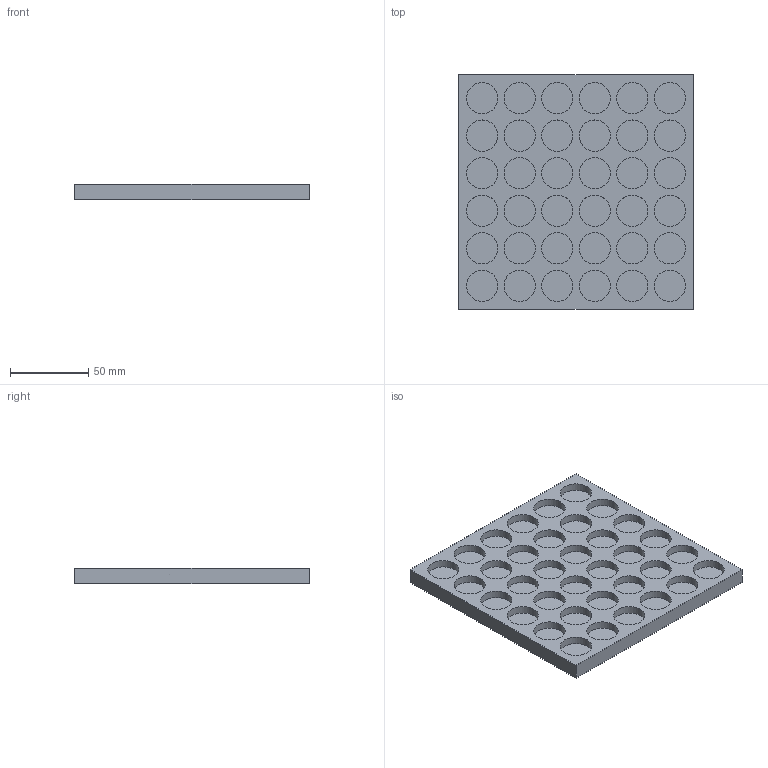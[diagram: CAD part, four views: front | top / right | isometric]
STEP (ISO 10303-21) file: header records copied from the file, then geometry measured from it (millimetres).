
FILE_DESCRIPTION(/* description */ (''),/* implementation_level */ '2;1');
FILE_NAME(/* name */ 'plate_6x6 v1.step',/* time_stamp */ '2021-11-22T16:31:02+00:00',/* author */ (''),/* organization */ (''),/* preprocessor_version */ 'ST-DEVELOPER v18.1',/* originating_system */ 'Autodesk Translation Framework v10.10.0.1391',/* authorisation */ '');
FILE_SCHEMA (('AUTOMOTIVE_DESIGN { 1 0 10303 214 3 1 1 }'));
Length unit declared in the file: millimetre
Products named in the file (1): plate_6x6
Bounding box: 150 x 150 x 10 mm (x, y, z)
Volume: 168451.3 mm3; surface area: 62309.7 mm2
Topology: 1 solids, 1 shells, 78 faces, 120 edges, 80 vertices
Faces by surface type: plane 42, cylinder 36
Full cylindrical faces by diameter (mm): 20 x36
Entity records: 1809 total; most frequent: DIRECTION 350, CARTESIAN_POINT 279, ORIENTED_EDGE 240, AXIS2_PLACEMENT_3D 151, EDGE_CURVE 120, EDGE_LOOP 114, VERTEX_POINT 80, FACE_OUTER_BOUND 78
